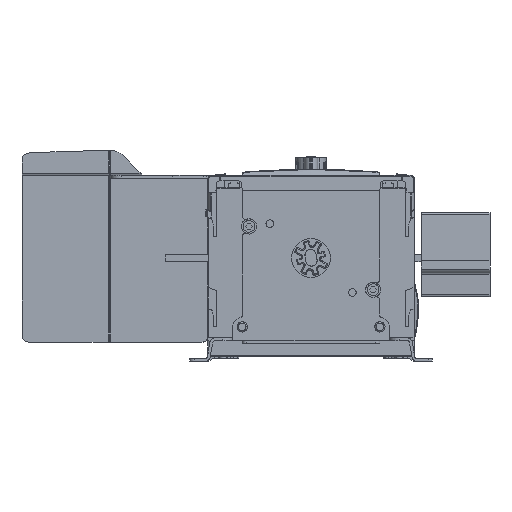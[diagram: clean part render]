
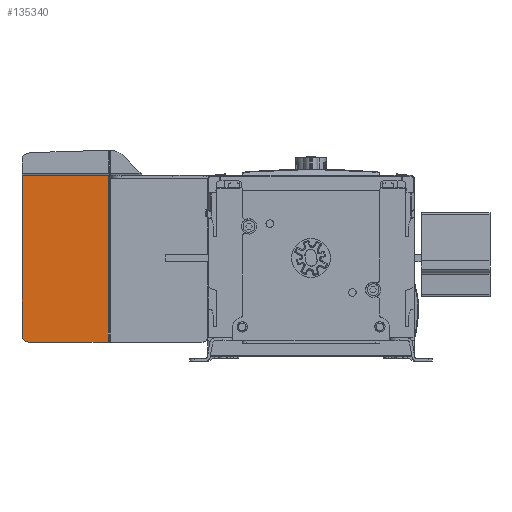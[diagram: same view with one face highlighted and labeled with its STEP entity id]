
A CAD part, front view. The second image highlights one B-rep face of the part: STEP entity #135340.
In plain terms, the highlighted planar face has unit normal (0, -1, 0).
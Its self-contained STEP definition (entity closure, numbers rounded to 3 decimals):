
#29331=DIRECTION('',(0.,0.,-1.));
#29332=VECTOR('',#29331,116.);
#29333=CARTESIAN_POINT('',(-210.,-76.,60.));
#29334=LINE('',#29333,#29332);
#29502=DIRECTION('',(0.,0.,-1.));
#29503=VECTOR('',#29502,121.);
#29504=CARTESIAN_POINT('',(-147.5,-76.,60.));
#29505=LINE('',#29504,#29503);
#29506=DIRECTION('',(-1.,0.,0.));
#29507=VECTOR('',#29506,57.5);
#29508=CARTESIAN_POINT('',(-147.5,-76.,-61.));
#29509=LINE('',#29508,#29507);
#29510=CARTESIAN_POINT('',(-205.,-76.,-56.));
#29511=DIRECTION('',(0.,1.,0.));
#29512=DIRECTION('',(0.,0.,-1.));
#29513=AXIS2_PLACEMENT_3D('',#29510,#29511,#29512);
#29523=DIRECTION('',(-1.,0.,0.));
#29524=VECTOR('',#29523,62.5);
#29525=CARTESIAN_POINT('',(-147.5,-76.,60.));
#29526=LINE('',#29525,#29524);
#88564=CARTESIAN_POINT('',(-147.5,-76.,60.));
#88565=CARTESIAN_POINT('',(-147.5,-76.,-61.));
#88566=VERTEX_POINT('',#88564);
#88567=VERTEX_POINT('',#88565);
#88568=CARTESIAN_POINT('',(-205.,-76.,-61.));
#88569=VERTEX_POINT('',#88568);
#88570=CARTESIAN_POINT('',(-210.,-76.,-56.));
#88571=VERTEX_POINT('',#88570);
#88572=CARTESIAN_POINT('',(-210.,-76.,60.));
#88573=VERTEX_POINT('',#88572);
#135325=CARTESIAN_POINT('',(-70.,-76.,-61.));
#135326=DIRECTION('',(0.,1.,0.));
#135327=DIRECTION('',(-1.,0.,0.));
#135328=AXIS2_PLACEMENT_3D('',#135325,#135326,#135327);
#135329=PLANE('',#135328);
#135331=ORIENTED_EDGE('',*,*,#135330,.T.);
#135332=ORIENTED_EDGE('',*,*,#135298,.T.);
#135334=ORIENTED_EDGE('',*,*,#135333,.T.);
#135335=ORIENTED_EDGE('',*,*,#135005,.F.);
#135337=ORIENTED_EDGE('',*,*,#135336,.F.);
#135338=EDGE_LOOP('',(#135331,#135332,#135334,#135335,#135337));
#135339=FACE_OUTER_BOUND('',#135338,.F.);
#29514=CIRCLE('',#29513,5.);
#135005=EDGE_CURVE('',#88573,#88571,#29334,.T.);
#135298=EDGE_CURVE('',#88567,#88569,#29509,.T.);
#135330=EDGE_CURVE('',#88566,#88567,#29505,.T.);
#135333=EDGE_CURVE('',#88569,#88571,#29514,.T.);
#135336=EDGE_CURVE('',#88566,#88573,#29526,.T.);
#135340=ADVANCED_FACE('',(#135339),#135329,.F.);
